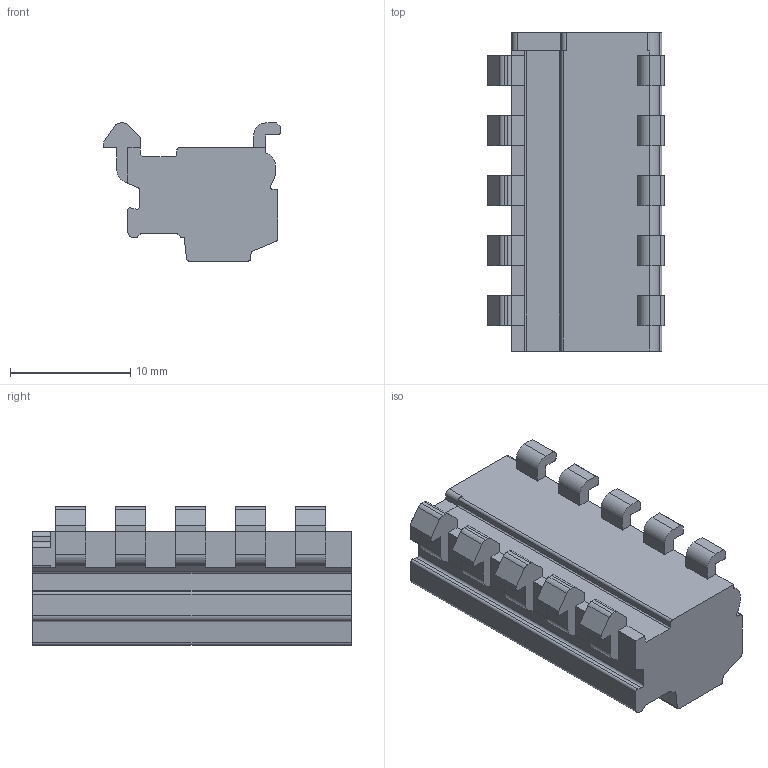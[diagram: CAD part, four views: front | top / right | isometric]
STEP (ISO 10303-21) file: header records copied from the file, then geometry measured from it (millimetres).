
FILE_DESCRIPTION((''),'2;1');
FILE_NAME('PRT0007','2024-10-15T13:22:29',('tluser'),(''),'CREO PARAMETRIC BY PTC INC, 2018100','CREO PARAMETRIC BY PTC INC, 2018100','');
FILE_SCHEMA(('CONFIG_CONTROL_DESIGN'));
Length unit declared in the file: millimetre
Products named in the file (1): PRT0007
Bounding box: 14.7 x 26.5 x 11.5 mm (x, y, z)
Volume: 2711.9 mm3; surface area: 1696.5 mm2
Topology: 1 solids, 1 shells, 260 faces, 731 edges, 488 vertices
Faces by surface type: plane 174, cylinder 76, cone 10
Entity records: 8504 total; most frequent: CARTESIAN_POINT 1613, ORIENTED_EDGE 1462, DIRECTION 1395, EDGE_CURVE 731, VECTOR 541, LINE 541, VERTEX_POINT 488, AXIS2_PLACEMENT_3D 427
